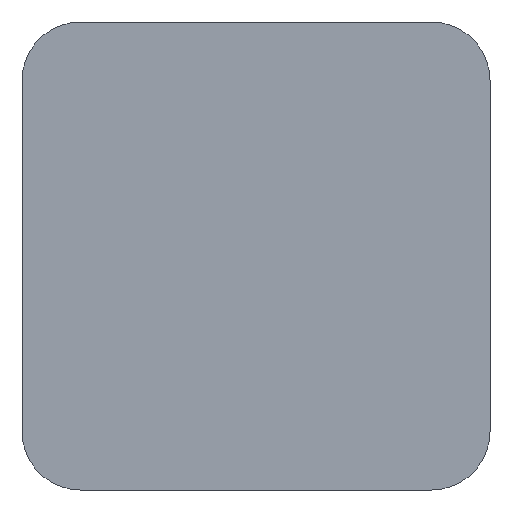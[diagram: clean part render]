
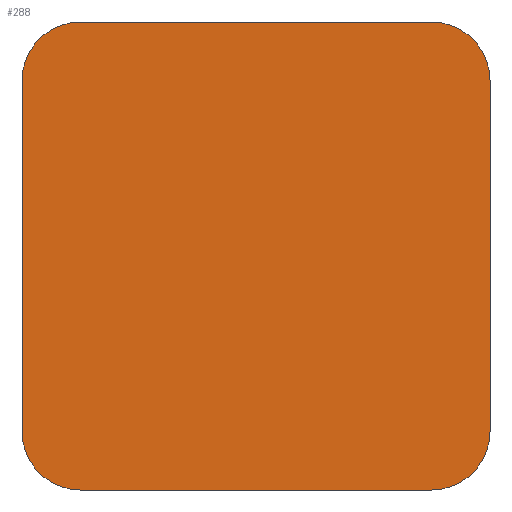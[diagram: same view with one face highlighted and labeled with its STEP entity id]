
A CAD part, front view. The second image highlights one B-rep face of the part: STEP entity #288.
In plain terms, the highlighted planar face has unit normal (0, -1, 0).
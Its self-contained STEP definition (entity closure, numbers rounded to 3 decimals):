
#19=PLANE('',#345);
#36=LINE('',#502,#56);
#37=LINE('',#504,#57);
#38=LINE('',#507,#58);
#39=LINE('',#509,#59);
#56=VECTOR('',#422,10.);
#57=VECTOR('',#425,10.);
#58=VECTOR('',#430,10.);
#59=VECTOR('',#433,10.);
#85=FACE_OUTER_BOUND('',#103,.T.);
#103=EDGE_LOOP('',(#240,#241,#242,#243,#244,#245,#246,#247));
#107=CIRCLE('',#317,50.);
#111=CIRCLE('',#323,50.);
#115=CIRCLE('',#329,50.);
#119=CIRCLE('',#336,50.);
#123=VERTEX_POINT('',#445);
#124=VERTEX_POINT('',#446);
#128=VERTEX_POINT('',#458);
#129=VERTEX_POINT('',#459);
#133=VERTEX_POINT('',#471);
#134=VERTEX_POINT('',#472);
#138=VERTEX_POINT('',#487);
#139=VERTEX_POINT('',#488);
#143=EDGE_CURVE('',#123,#124,#107,.T.);
#149=EDGE_CURVE('',#128,#129,#111,.T.);
#155=EDGE_CURVE('',#133,#134,#115,.T.);
#163=EDGE_CURVE('',#138,#139,#119,.T.);
#172=EDGE_CURVE('',#134,#123,#36,.T.);
#173=EDGE_CURVE('',#139,#133,#37,.T.);
#174=EDGE_CURVE('',#129,#138,#38,.T.);
#175=EDGE_CURVE('',#124,#128,#39,.T.);
#240=ORIENTED_EDGE('',*,*,#143,.F.);
#241=ORIENTED_EDGE('',*,*,#172,.F.);
#242=ORIENTED_EDGE('',*,*,#155,.F.);
#243=ORIENTED_EDGE('',*,*,#173,.F.);
#244=ORIENTED_EDGE('',*,*,#163,.F.);
#245=ORIENTED_EDGE('',*,*,#174,.F.);
#246=ORIENTED_EDGE('',*,*,#149,.F.);
#247=ORIENTED_EDGE('',*,*,#175,.F.);
#288=ADVANCED_FACE('',(#85),#19,.F.);
#317=AXIS2_PLACEMENT_3D('',#447,#358,#359);
#323=AXIS2_PLACEMENT_3D('',#460,#372,#373);
#329=AXIS2_PLACEMENT_3D('',#473,#386,#387);
#336=AXIS2_PLACEMENT_3D('',#489,#404,#405);
#345=AXIS2_PLACEMENT_3D('',#510,#434,#435);
#358=DIRECTION('center_axis',(0.,1.,0.));
#359=DIRECTION('ref_axis',(0.707,0.,-0.707));
#372=DIRECTION('center_axis',(0.,1.,0.));
#373=DIRECTION('ref_axis',(-0.707,0.,-0.707));
#386=DIRECTION('center_axis',(0.,1.,0.));
#387=DIRECTION('ref_axis',(0.707,0.,0.707));
#404=DIRECTION('center_axis',(0.,1.,0.));
#405=DIRECTION('ref_axis',(-0.707,0.,0.707));
#422=DIRECTION('',(0.,0.,-1.));
#425=DIRECTION('',(1.,0.,0.));
#430=DIRECTION('',(0.,0.,1.));
#433=DIRECTION('',(-1.,0.,0.));
#434=DIRECTION('center_axis',(0.,1.,0.));
#435=DIRECTION('ref_axis',(0.,0.,1.));
#445=CARTESIAN_POINT('',(0.,0.,-350.));
#446=CARTESIAN_POINT('',(-50.,0.,-400.));
#447=CARTESIAN_POINT('Origin',(-50.,0.,-350.));
#458=CARTESIAN_POINT('',(-350.,0.,-400.));
#459=CARTESIAN_POINT('',(-400.,0.,-350.));
#460=CARTESIAN_POINT('Origin',(-350.,0.,-350.));
#471=CARTESIAN_POINT('',(-50.,0.,0.));
#472=CARTESIAN_POINT('',(0.,0.,-50.));
#473=CARTESIAN_POINT('Origin',(-50.,0.,-50.));
#487=CARTESIAN_POINT('',(-400.,0.,-50.));
#488=CARTESIAN_POINT('',(-350.,0.,0.));
#489=CARTESIAN_POINT('Origin',(-350.,0.,-50.));
#502=CARTESIAN_POINT('',(0.,0.,0.));
#504=CARTESIAN_POINT('',(-400.,0.,0.));
#507=CARTESIAN_POINT('',(-400.,0.,-400.));
#509=CARTESIAN_POINT('',(0.,0.,-400.));
#510=CARTESIAN_POINT('Origin',(-200.,0.,-200.));
